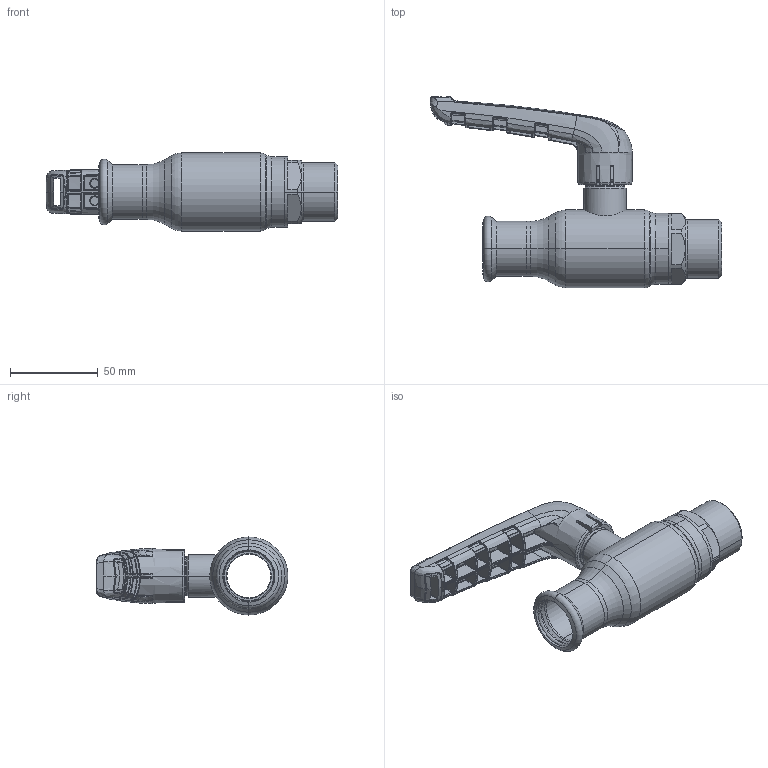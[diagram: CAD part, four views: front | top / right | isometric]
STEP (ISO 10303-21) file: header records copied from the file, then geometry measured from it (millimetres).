
FILE_DESCRIPTION (( 'STEP AP214' ), '1' );
FILE_NAME ('2025001200-xxxx.step', '2019-05-09T11:07:36', ( '' ), ( '' ), 'SwSTEP 2.0', 'SolidWorks 2017', '' );
FILE_SCHEMA (( 'AUTOMOTIVE_DESIGN' ));
Length unit declared in the file: millimetre
Products named in the file (1): 2025001200-xxxx
Bounding box: 166.07 x 109.36 x 44.5 mm (x, y, z)
Surface area: 42651.2 mm2 (no closed solid volume)
Topology: 0 solids, 9 shells, 762 faces, 2498 edges, 1636 vertices
Faces by surface type: bspline 605, plane 61, cylinder 34, cone 31, torus 23, sphere 8
Entity records: 60002 total; most frequent: CARTESIAN_POINT 35721, ORIENTED_EDGE 4085, EDGE_CURVE 2478, B_SPLINE_CURVE_WITH_KNOTS 1733, DIRECTION 1640, VERTEX_POINT 1626, EDGE_LOOP 783, UNCERTAINTY_MEASURE_WITH_UNIT 764
